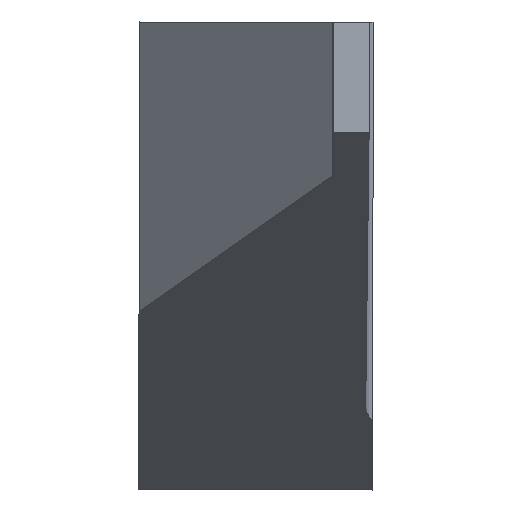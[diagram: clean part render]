
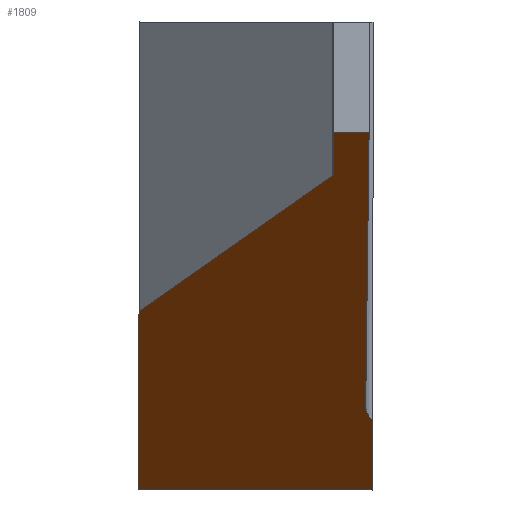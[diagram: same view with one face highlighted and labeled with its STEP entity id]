
A CAD part, front view. The second image highlights one B-rep face of the part: STEP entity #1809.
In plain terms, the highlighted planar face has unit normal (0, -0.574, -0.819).
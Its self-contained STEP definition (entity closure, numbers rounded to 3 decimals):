
#94=CARTESIAN_POINT('',(3.,5.3,-5.122));
#95=VERTEX_POINT('',#94);
#108=CARTESIAN_POINT('',(3.,5.3,-5.122));
#109=DIRECTION('',(0.,0.819,-0.574));
#110=VECTOR('',#109,1.531);
#111=LINE('',#108,#110);
#112=CARTESIAN_POINT('',(3.,6.554,-6.));
#113=VERTEX_POINT('',#112);
#114=EDGE_CURVE('',#95,#113,#111,.T.);
#420=CARTESIAN_POINT('',(0.,3.28,-3.707));
#421=VERTEX_POINT('',#420);
#445=CARTESIAN_POINT('',(2.482,0.798,-1.97));
#446=VERTEX_POINT('',#445);
#457=CARTESIAN_POINT('',(2.482,0.798,-1.97));
#458=DIRECTION('',(-0.634,0.634,-0.444));
#459=VECTOR('',#458,3.917);
#460=LINE('',#457,#459);
#461=EDGE_CURVE('',#446,#421,#460,.T.);
#509=CARTESIAN_POINT('',(2.497,0.762,-1.944));
#510=VERTEX_POINT('',#509);
#521=CARTESIAN_POINT('',(2.497,0.762,-1.944));
#522=CARTESIAN_POINT('',(2.497,0.776,-1.954));
#523=CARTESIAN_POINT('',(2.492,0.788,-1.963));
#524=CARTESIAN_POINT('',(2.482,0.798,-1.97));
#525=(BOUNDED_CURVE()B_SPLINE_CURVE(3,(#521,#522,#523,#524),.UNSPECIFIED.,.F.,.F.)B_SPLINE_CURVE_WITH_KNOTS((4,4),(0.,1.),.UNSPECIFIED.)CURVE()GEOMETRIC_REPRESENTATION_ITEM()RATIONAL_B_SPLINE_CURVE((1.,0.948,0.948,1.))REPRESENTATION_ITEM(''));
#526=EDGE_CURVE('',#510,#446,#525,.T.);
#574=CARTESIAN_POINT('',(2.49,0.001,-1.411));
#575=VERTEX_POINT('',#574);
#586=CARTESIAN_POINT('',(2.49,0.001,-1.411));
#587=DIRECTION('',(0.007,0.819,-0.574));
#588=VECTOR('',#587,0.929);
#589=LINE('',#586,#588);
#590=EDGE_CURVE('',#575,#510,#589,.T.);
#634=CARTESIAN_POINT('',(2.491,0.,-1.411));
#635=CARTESIAN_POINT('',(2.49,0.,-1.411));
#636=CARTESIAN_POINT('',(2.49,0.,-1.411));
#637=CARTESIAN_POINT('',(2.49,0.001,-1.411));
#638=(BOUNDED_CURVE()B_SPLINE_CURVE(3,(#634,#635,#636,#637),.UNSPECIFIED.,.F.,.F.)B_SPLINE_CURVE_WITH_KNOTS((4,4),(0.,1.),.UNSPECIFIED.)CURVE()GEOMETRIC_REPRESENTATION_ITEM()RATIONAL_B_SPLINE_CURVE((1.,0.803,0.803,1.))REPRESENTATION_ITEM(''));
#639=CARTESIAN_POINT('',(2.491,0.,-1.411));
#640=VERTEX_POINT('',#639);
#641=EDGE_CURVE('',#640,#575,#638,.T.);
#699=CARTESIAN_POINT('',(2.491,0.,-1.411));
#700=DIRECTION('',(1.,0.,0.));
#701=VECTOR('',#700,0.458);
#702=LINE('',#699,#701);
#703=CARTESIAN_POINT('',(2.949,0.,-1.411));
#704=VERTEX_POINT('',#703);
#705=EDGE_CURVE('',#640,#704,#702,.T.);
#745=CARTESIAN_POINT('',(2.95,0.001,-1.411));
#746=CARTESIAN_POINT('',(2.95,0.,-1.411));
#747=CARTESIAN_POINT('',(2.95,0.,-1.411));
#748=CARTESIAN_POINT('',(2.949,0.,-1.411));
#749=(BOUNDED_CURVE()B_SPLINE_CURVE(3,(#745,#746,#747,#748),.UNSPECIFIED.,.F.,.F.)B_SPLINE_CURVE_WITH_KNOTS((4,4),(0.,1.),.UNSPECIFIED.)CURVE()GEOMETRIC_REPRESENTATION_ITEM()RATIONAL_B_SPLINE_CURVE((1.,0.803,0.803,1.))REPRESENTATION_ITEM(''));
#750=CARTESIAN_POINT('',(2.95,0.001,-1.411));
#751=VERTEX_POINT('',#750);
#752=EDGE_CURVE('',#751,#704,#749,.T.);
#814=CARTESIAN_POINT('',(2.906,5.004,-4.915));
#815=VERTEX_POINT('',#814);
#826=CARTESIAN_POINT('',(2.906,5.004,-4.915));
#827=DIRECTION('',(0.007,-0.819,0.574));
#828=VECTOR('',#827,6.108);
#829=LINE('',#826,#828);
#830=EDGE_CURVE('',#815,#751,#829,.T.);
#1592=CARTESIAN_POINT('',(0.,6.554,-6.));
#1593=VERTEX_POINT('',#1592);
#1604=CARTESIAN_POINT('',(3.,6.554,-6.));
#1605=DIRECTION('',(-1.,0.,0.));
#1606=VECTOR('',#1605,3.);
#1607=LINE('',#1604,#1606);
#1608=EDGE_CURVE('',#113,#1593,#1607,.T.);
#1692=CARTESIAN_POINT('',(1.9,2.782,-3.359));
#1693=DIRECTION('',(0.,0.574,0.819));
#1694=DIRECTION('',(0.,-0.47,0.329));
#1695=AXIS2_PLACEMENT_3D('',#1692,#1693,#1694);
#1696=PLANE('',#1695);
#1697=ORIENTED_EDGE('Edge 222',*,*,#590,.T.);
#1706=ORIENTED_EDGE('Edge 227',*,*,#641,.T.);
#1715=ORIENTED_EDGE('Edge 232',*,*,#705,.F.);
#1724=ORIENTED_EDGE('Edge 237',*,*,#752,.T.);
#1733=ORIENTED_EDGE('Edge 751',*,*,#830,.T.);
#1742=CARTESIAN_POINT('',(3.,5.3,-5.122));
#1743=CARTESIAN_POINT('',(2.938,5.213,-5.061));
#1744=CARTESIAN_POINT('',(2.905,5.111,-4.989));
#1745=CARTESIAN_POINT('',(2.906,5.004,-4.915));
#1746=(BOUNDED_CURVE()B_SPLINE_CURVE(3,(#1742,#1743,#1744,#1745),.UNSPECIFIED.,.F.,.F.)B_SPLINE_CURVE_WITH_KNOTS((4,4),(0.,1.),.UNSPECIFIED.)CURVE()GEOMETRIC_REPRESENTATION_ITEM()RATIONAL_B_SPLINE_CURVE((1.,0.967,0.967,1.))REPRESENTATION_ITEM('')
);
#1747=EDGE_CURVE('',#95,#815,#1746,.T.);
#1748=ORIENTED_EDGE('Edge 247',*,*,#1747,.T.);
#1757=ORIENTED_EDGE('Edge 252',*,*,#114,.F.);
#1766=ORIENTED_EDGE('Edge 375',*,*,#1608,.F.);
#1775=CARTESIAN_POINT('',(0.,3.28,-3.707));
#1776=DIRECTION('',(0.,0.819,-0.574));
#1777=VECTOR('',#1776,3.997);
#1778=LINE('',#1775,#1777);
#1779=EDGE_CURVE('',#421,#1593,#1778,.T.);
#1780=ORIENTED_EDGE('Edge 123',*,*,#1779,.T.);
#1789=ORIENTED_EDGE('Edge 267',*,*,#461,.T.);
#1798=ORIENTED_EDGE('Edge 272',*,*,#526,.T.);
#1807=EDGE_LOOP('',(#1798,#1789,#1780,#1766,#1757,#1748,#1733,#1724,#1715,#1706,#1697));
#1808=FACE_OUTER_BOUND('Loop 273',#1807,.T.);
#1809=ADVANCED_FACE('Face 274',(#1808),#1696,.F.);
